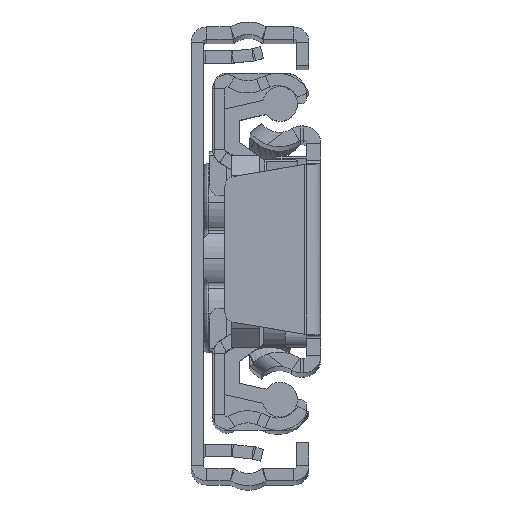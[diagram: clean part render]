
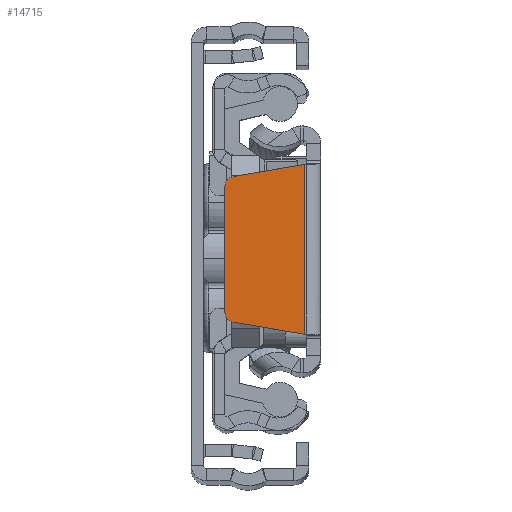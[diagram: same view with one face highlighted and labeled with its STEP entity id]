
A CAD part, top view. The second image highlights one B-rep face of the part: STEP entity #14715.
In plain terms, the highlighted planar face has unit normal (0, 0, 1).
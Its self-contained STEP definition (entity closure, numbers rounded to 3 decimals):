
#1023 = VERTEX_POINT ( 'NONE', #12955 ) ;
#1562 = ORIENTED_EDGE ( 'NONE', *, *, #7078, .F. ) ;
#1659 = PLANE ( 'NONE',  #3526 ) ;
#2819 = VERTEX_POINT ( 'NONE', #19480 ) ;
#3006 = DIRECTION ( 'NONE',  ( -1., 0., 0. ) ) ;
#3019 = VECTOR ( 'NONE', #7121, 1000. ) ;
#3068 = EDGE_CURVE ( 'NONE', #1023, #14168, #13053, .T. ) ;
#3220 = VECTOR ( 'NONE', #13612, 1000. ) ;
#3526 = AXIS2_PLACEMENT_3D ( 'NONE', #14310, #4906, #6736 ) ;
#3892 = CARTESIAN_POINT ( 'NONE',  ( -1.5, 8.35, 0. ) ) ;
#4184 = LINE ( 'NONE', #11797, #3220 ) ;
#4494 = EDGE_CURVE ( 'NONE', #17913, #13752, #4184, .T. ) ;
#4633 = CARTESIAN_POINT ( 'NONE',  ( -1.6, -8.333, 0. ) ) ;
#4843 = AXIS2_PLACEMENT_3D ( 'NONE', #19367, #19760, #16230 ) ;
#4858 = CIRCLE ( 'NONE', #4843, 1. ) ;
#4906 = DIRECTION ( 'NONE',  ( 0., 0., -1. ) ) ;
#5238 = EDGE_CURVE ( 'NONE', #13752, #2819, #4858, .T. ) ;
#6736 = DIRECTION ( 'NONE',  ( -1., 0., 0. ) ) ;
#6774 = ORIENTED_EDGE ( 'NONE', *, *, #8049, .F. ) ;
#7078 = EDGE_CURVE ( 'NONE', #2819, #1023, #19408, .T. ) ;
#7121 = DIRECTION ( 'NONE',  ( -0.986, 0.168, 0. ) ) ;
#7312 = CARTESIAN_POINT ( 'NONE',  ( -9.4, -6.156, 0. ) ) ;
#8049 = EDGE_CURVE ( 'NONE', #14168, #14450, #19587, .T. ) ;
#8384 = ORIENTED_EDGE ( 'NONE', *, *, #14209, .F. ) ;
#8485 = CARTESIAN_POINT ( 'NONE',  ( -8.568, -7.142, 0. ) ) ;
#9007 = DIRECTION ( 'NONE',  ( 0.986, 0.168, 0. ) ) ;
#9893 = EDGE_LOOP ( 'NONE', ( #12171, #1562, #12751, #14204, #8384, #6774 ) ) ;
#10502 = VECTOR ( 'NONE', #9007, 1000. ) ;
#11797 = CARTESIAN_POINT ( 'NONE',  ( -9.4, 6.156, 0. ) ) ;
#12171 = ORIENTED_EDGE ( 'NONE', *, *, #3068, .F. ) ;
#12751 = ORIENTED_EDGE ( 'NONE', *, *, #5238, .F. ) ;
#12955 = CARTESIAN_POINT ( 'NONE',  ( -1.6, 8.333, 0. ) ) ;
#13053 = LINE ( 'NONE', #19247, #13807 ) ;
#13321 = CARTESIAN_POINT ( 'NONE',  ( -8.568, -7.142, 0. ) ) ;
#13612 = DIRECTION ( 'NONE',  ( 0., 1., 0. ) ) ;
#13752 = VERTEX_POINT ( 'NONE', #18642 ) ;
#13807 = VECTOR ( 'NONE', #16310, 1000. ) ;
#13938 = CARTESIAN_POINT ( 'NONE',  ( -8.4, -6.156, 0. ) ) ;
#14168 = VERTEX_POINT ( 'NONE', #4633 ) ;
#14204 = ORIENTED_EDGE ( 'NONE', *, *, #4494, .F. ) ;
#14209 = EDGE_CURVE ( 'NONE', #14450, #17913, #15758, .T. ) ;
#14310 = CARTESIAN_POINT ( 'NONE',  ( -8.4, 6.156, 0. ) ) ;
#14450 = VERTEX_POINT ( 'NONE', #13321 ) ;
#14715 = ADVANCED_FACE ( 'NONE', ( #17279 ), #1659, .F. ) ;
#15088 = AXIS2_PLACEMENT_3D ( 'NONE', #13938, #18320, #3006 ) ;
#15758 = CIRCLE ( 'NONE', #15088, 1. ) ;
#16230 = DIRECTION ( 'NONE',  ( -1., 0., 0. ) ) ;
#16310 = DIRECTION ( 'NONE',  ( 0., -1., 0. ) ) ;
#17279 = FACE_OUTER_BOUND ( 'NONE', #9893, .T. ) ;
#17913 = VERTEX_POINT ( 'NONE', #7312 ) ;
#18320 = DIRECTION ( 'NONE',  ( 0., 0., -1. ) ) ;
#18642 = CARTESIAN_POINT ( 'NONE',  ( -9.4, 6.156, 0. ) ) ;
#19247 = CARTESIAN_POINT ( 'NONE',  ( -1.6, -8.333, 0. ) ) ;
#19367 = CARTESIAN_POINT ( 'NONE',  ( -8.4, 6.156, 0. ) ) ;
#19408 = LINE ( 'NONE', #3892, #10502 ) ;
#19480 = CARTESIAN_POINT ( 'NONE',  ( -8.568, 7.142, 0. ) ) ;
#19587 = LINE ( 'NONE', #8485, #3019 ) ;
#19760 = DIRECTION ( 'NONE',  ( 0., 0., -1. ) ) ;
